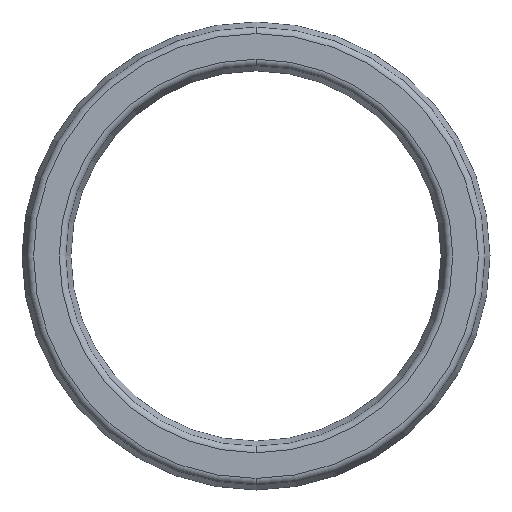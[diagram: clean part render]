
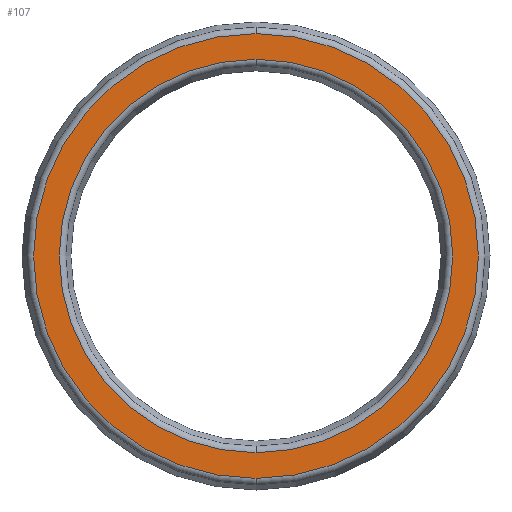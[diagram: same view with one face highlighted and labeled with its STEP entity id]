
A CAD part, front view. The second image highlights one B-rep face of the part: STEP entity #107.
In plain terms, the highlighted planar face has unit normal (0, -1, 0).
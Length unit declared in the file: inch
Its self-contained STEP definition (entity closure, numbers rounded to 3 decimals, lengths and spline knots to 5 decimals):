
#4 = EDGE_CURVE ( 'NONE', #193, #230, #560, .T. ) ;
#8 = CIRCLE ( 'NONE', #202, 1.98988 ) ;
#38 = CARTESIAN_POINT ( 'NONE',  ( 1.875, -0.3125, -1.98988 ) ) ;
#58 = FACE_BOUND ( 'NONE', #380, .T. ) ;
#59 = VERTEX_POINT ( 'NONE', #650 ) ;
#63 = CARTESIAN_POINT ( 'NONE',  ( 1.875, -0.3125, 0. ) ) ;
#101 = ORIENTED_EDGE ( 'NONE', *, *, #140, .T. ) ;
#107 = ADVANCED_FACE ( 'NONE', ( #559, #58 ), #622, .T. ) ;
#121 = ORIENTED_EDGE ( 'NONE', *, *, #632, .T. ) ;
#140 = EDGE_CURVE ( 'NONE', #230, #193, #8, .T. ) ;
#193 = VERTEX_POINT ( 'NONE', #38 ) ;
#202 = AXIS2_PLACEMENT_3D ( 'NONE', #63, #267, #563 ) ;
#211 = DIRECTION ( 'NONE',  ( 0., 1., 0. ) ) ;
#221 = CIRCLE ( 'NONE', #597, 1.76012 ) ;
#222 = DIRECTION ( 'NONE',  ( 0., 1., 0. ) ) ;
#230 = VERTEX_POINT ( 'NONE', #382 ) ;
#254 = CIRCLE ( 'NONE', #272, 1.76012 ) ;
#260 = DIRECTION ( 'NONE',  ( 0., 0., -1. ) ) ;
#267 = DIRECTION ( 'NONE',  ( 0., -1., 0. ) ) ;
#272 = AXIS2_PLACEMENT_3D ( 'NONE', #467, #211, #260 ) ;
#285 = EDGE_CURVE ( 'NONE', #59, #497, #221, .T. ) ;
#292 = CARTESIAN_POINT ( 'NONE',  ( 1.875, -0.3125, 0. ) ) ;
#329 = CARTESIAN_POINT ( 'NONE',  ( 1.875, -0.3125, 0. ) ) ;
#359 = DIRECTION ( 'NONE',  ( 0., 0., -1. ) ) ;
#380 = EDGE_LOOP ( 'NONE', ( #121, #469 ) ) ;
#382 = CARTESIAN_POINT ( 'NONE',  ( 1.875, -0.3125, 1.98988 ) ) ;
#453 = DIRECTION ( 'NONE',  ( 0., -1., 0. ) ) ;
#467 = CARTESIAN_POINT ( 'NONE',  ( 1.875, -0.3125, 0. ) ) ;
#469 = ORIENTED_EDGE ( 'NONE', *, *, #285, .T. ) ;
#492 = CARTESIAN_POINT ( 'NONE',  ( 1.875, -0.3125, -1.76012 ) ) ;
#497 = VERTEX_POINT ( 'NONE', #492 ) ;
#513 = AXIS2_PLACEMENT_3D ( 'NONE', #616, #453, #359 ) ;
#524 = DIRECTION ( 'NONE',  ( 0., 0., -1. ) ) ;
#527 = AXIS2_PLACEMENT_3D ( 'NONE', #292, #659, #609 ) ;
#559 = FACE_OUTER_BOUND ( 'NONE', #604, .T. ) ;
#560 = CIRCLE ( 'NONE', #527, 1.98988 ) ;
#563 = DIRECTION ( 'NONE',  ( 0., 0., -1. ) ) ;
#597 = AXIS2_PLACEMENT_3D ( 'NONE', #329, #222, #524 ) ;
#598 = ORIENTED_EDGE ( 'NONE', *, *, #4, .T. ) ;
#604 = EDGE_LOOP ( 'NONE', ( #598, #101 ) ) ;
#609 = DIRECTION ( 'NONE',  ( 0., 0., -1. ) ) ;
#616 = CARTESIAN_POINT ( 'NONE',  ( -0.15625, -0.3125, 0. ) ) ;
#622 = PLANE ( 'NONE',  #513 ) ;
#632 = EDGE_CURVE ( 'NONE', #497, #59, #254, .T. ) ;
#650 = CARTESIAN_POINT ( 'NONE',  ( 1.875, -0.3125, 1.76012 ) ) ;
#659 = DIRECTION ( 'NONE',  ( 0., -1., 0. ) ) ;
